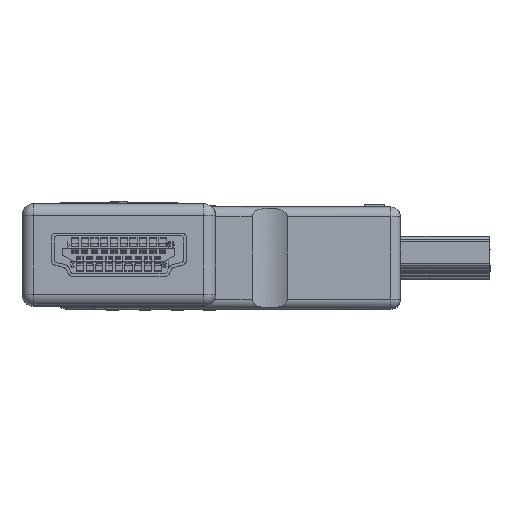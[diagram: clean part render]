
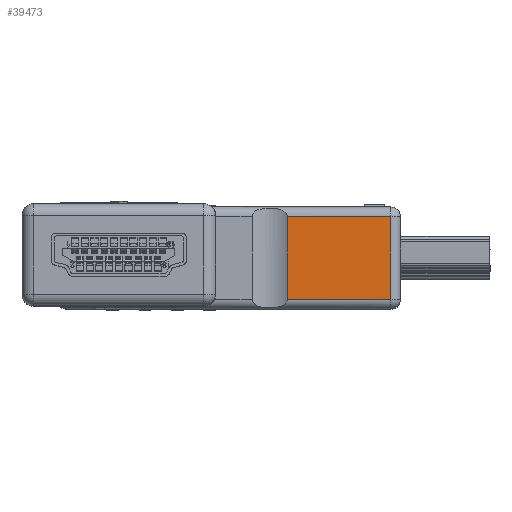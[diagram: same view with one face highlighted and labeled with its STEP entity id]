
A CAD part, top view. The second image highlights one B-rep face of the part: STEP entity #39473.
In plain terms, the highlighted face is planar.
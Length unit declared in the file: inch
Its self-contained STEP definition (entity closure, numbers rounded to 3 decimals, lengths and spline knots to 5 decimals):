
#5039 = LINE ( 'NONE', #141815, #38717 ) ;
#8318 = CARTESIAN_POINT ( 'NONE',  ( -0.39173, 0.23633, 0.16669 ) ) ;
#9618 = CARTESIAN_POINT ( 'NONE',  ( -0.39173, 0.46566, -0.16669 ) ) ;
#11120 = ORIENTED_EDGE ( 'NONE', *, *, #133615, .T. ) ;
#11368 = VERTEX_POINT ( 'NONE', #98043 ) ;
#21027 = ORIENTED_EDGE ( 'NONE', *, *, #148163, .T. ) ;
#36680 = DIRECTION ( 'NONE',  ( 0., -1., 0. ) ) ;
#38717 = VECTOR ( 'NONE', #61736, 39.37008 ) ;
#39473 = ADVANCED_FACE ( 'NONE', ( #105964 ), #46397, .F. ) ;
#46397 = PLANE ( 'NONE',  #132468 ) ;
#47387 = CARTESIAN_POINT ( 'NONE',  ( -0.39173, 0.655, 0.16669 ) ) ;
#49696 = VECTOR ( 'NONE', #149368, 39.37008 ) ;
#59897 = DIRECTION ( 'NONE',  ( 0., 0., -1. ) ) ;
#61736 = DIRECTION ( 'NONE',  ( 0., 1., 0. ) ) ;
#74064 = DIRECTION ( 'NONE',  ( 0., 0., -1. ) ) ;
#85526 = LINE ( 'NONE', #151115, #49696 ) ;
#90353 = EDGE_CURVE ( 'NONE', #98561, #163838, #5039, .T. ) ;
#98043 = CARTESIAN_POINT ( 'NONE',  ( -0.39173, 0.655, -0.16669 ) ) ;
#98252 = VECTOR ( 'NONE', #74064, 39.37008 ) ;
#98561 = VERTEX_POINT ( 'NONE', #8318 ) ;
#101682 = VECTOR ( 'NONE', #36680, 39.37008 ) ;
#105964 = FACE_OUTER_BOUND ( 'NONE', #150302, .T. ) ;
#112621 = EDGE_CURVE ( 'NONE', #98561, #119690, #85526, .T. ) ;
#113555 = CARTESIAN_POINT ( 'NONE',  ( -0.39173, 0.655, -0.16669 ) ) ;
#115842 = DIRECTION ( 'NONE',  ( 1., 0., 0. ) ) ;
#117175 = LINE ( 'NONE', #113555, #98252 ) ;
#119690 = VERTEX_POINT ( 'NONE', #152680 ) ;
#132468 = AXIS2_PLACEMENT_3D ( 'NONE', #169369, #115842, #59897 ) ;
#133615 = EDGE_CURVE ( 'NONE', #11368, #119690, #143685, .T. ) ;
#141815 = CARTESIAN_POINT ( 'NONE',  ( -0.39173, 0.46566, 0.16669 ) ) ;
#143685 = LINE ( 'NONE', #9618, #101682 ) ;
#148163 = EDGE_CURVE ( 'NONE', #163838, #11368, #117175, .T. ) ;
#148414 = ORIENTED_EDGE ( 'NONE', *, *, #90353, .T. ) ;
#149368 = DIRECTION ( 'NONE',  ( 0., 0., -1. ) ) ;
#150302 = EDGE_LOOP ( 'NONE', ( #148414, #21027, #11120, #157855 ) ) ;
#151115 = CARTESIAN_POINT ( 'NONE',  ( -0.39173, 0.23633, 0.20669 ) ) ;
#152680 = CARTESIAN_POINT ( 'NONE',  ( -0.39173, 0.23633, -0.16669 ) ) ;
#157855 = ORIENTED_EDGE ( 'NONE', *, *, #112621, .F. ) ;
#163838 = VERTEX_POINT ( 'NONE', #47387 ) ;
#169369 = CARTESIAN_POINT ( 'NONE',  ( -0.39173, 0.695, -0.20669 ) ) ;
